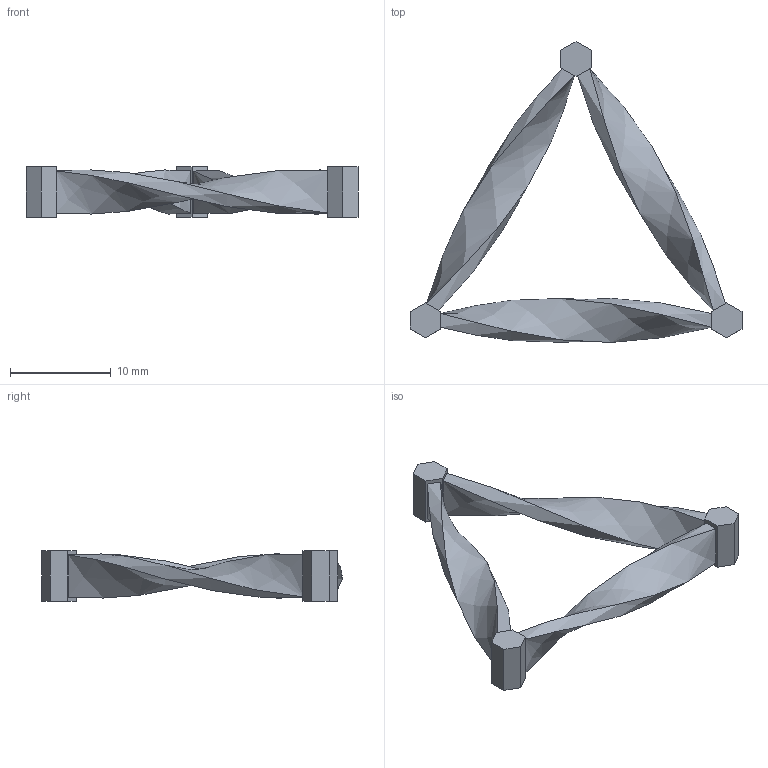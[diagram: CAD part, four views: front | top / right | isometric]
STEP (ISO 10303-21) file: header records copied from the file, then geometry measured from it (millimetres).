
FILE_DESCRIPTION( ( '' ), ' ' );
FILE_NAME( '5cc9b0105b5c67182d464038.step', '2019-05-01T14:41:20', ( '' ), ( '' ), ' ', ' ', ' ' );
FILE_SCHEMA( ( 'AUTOMOTIVE_DESIGN { 1 0 10303 214 1 1 1 1 }' ) );
Length unit declared in the file: metre
Products named in the file (1): Part 1
Bounding box: 33 x 29.9 x 5 mm (x, y, z)
Volume: 583.7 mm3; surface area: 1076.5 mm2
Topology: 1 solids, 1 shells, 36 faces, 90 edges, 60 vertices
Faces by surface type: plane 24, bspline 12
Entity records: 1842 total; most frequent: CARTESIAN_POINT 751, ORIENTED_EDGE 180, DIRECTION 128, EDGE_CURVE 90, LINE 78, VECTOR 78, VERTEX_POINT 60, EDGE_LOOP 42
